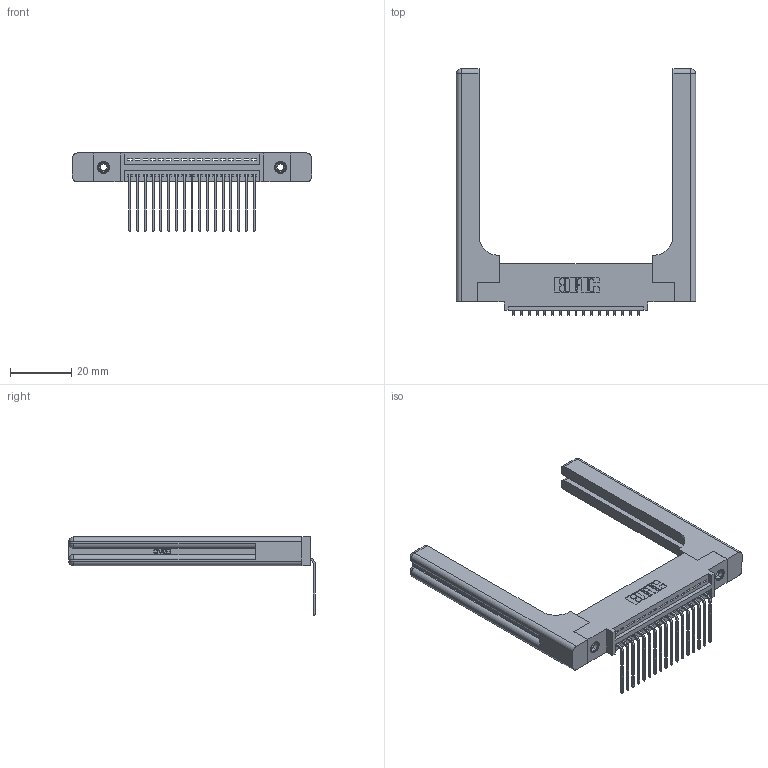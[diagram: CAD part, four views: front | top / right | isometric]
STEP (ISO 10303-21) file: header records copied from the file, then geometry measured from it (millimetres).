
FILE_DESCRIPTION (( 'STEP AP203' ), '1' );
FILE_NAME ('395-017-559-458.STEP', '2019-10-17T15:06:09', ( '' ), ( '' ), 'SwSTEP 2.0', 'SolidWorks 2016', '' );
FILE_SCHEMA (( 'CONFIG_CONTROL_DESIGN' ));
Length unit declared in the file: inch
Products named in the file (5): 345 Part_0.110 Offset - 0.156 Dia-TH; 345-220-058_345-220-058; 345-292-001_558 559 Tail - 1; 395-017-559-458; 345-250-001_345-250-001-102
Assembly tree (22 placements, depth 2):
  395-017-559-458
    345 Part_0.110 Offset - 0.156 Dia-TH
    345-292-001_558 559 Tail - 1  x17
    345-250-001_345-250-001-102  x2
    345-220-058_345-220-058  x2
Bounding box: 78.21 x 80.51 x 25.53 mm (x, y, z)
Volume: 15711.6 mm3; surface area: 14957.5 mm2
Topology: 22 solids, 22 shells, 1406 faces, 4113 edges, 2698 vertices
Faces by surface type: plane 946, cylinder 400, bspline 36, cone 12, sphere 8, torus 4
Entity records: 21558 total; most frequent: CARTESIAN_POINT 4708, ORIENTED_EDGE 3456, DIRECTION 3094, EDGE_CURVE 1728, VECTOR 1436, LINE 1436, VERTEX_POINT 1142, AXIS2_PLACEMENT_3D 829
